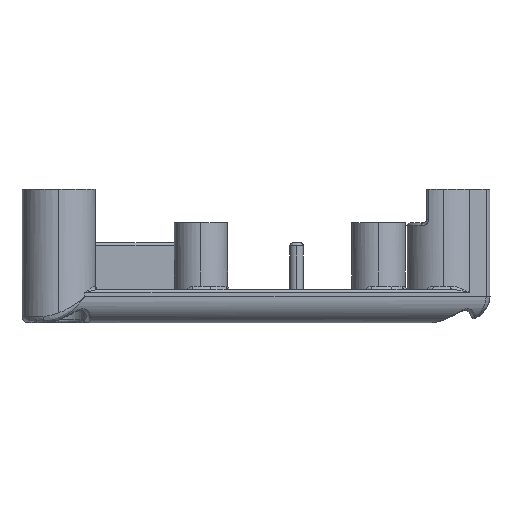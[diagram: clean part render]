
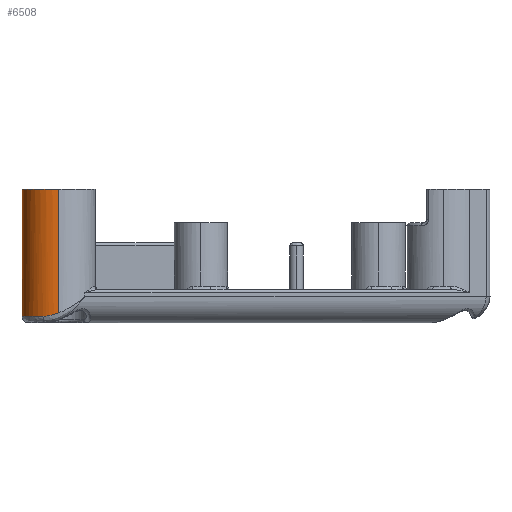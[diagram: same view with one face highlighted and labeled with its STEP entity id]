
A CAD part, left-side view. The second image highlights one B-rep face of the part: STEP entity #6508.
In plain terms, the highlighted cylindrical face has radius 5.5 mm (diameter 11 mm), a partial arc.
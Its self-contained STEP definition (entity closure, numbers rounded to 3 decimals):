
#174 = VECTOR ( 'NONE', #3392, 1000. ) ;
#202 = CIRCLE ( 'NONE', #10811, 5.5 ) ;
#513 = B_SPLINE_CURVE_WITH_KNOTS ( 'NONE', 3,
 ( #6406, #5300, #11880, #4194, #10773, #3101 ),
 .UNSPECIFIED., .F., .F.,
 ( 4, 2, 4 ),
 ( 0., 0.5, 1. ),
 .UNSPECIFIED. ) ;
#757 = CARTESIAN_POINT ( 'NONE',  ( -57.433, 70.711, 5. ) ) ;
#778 = ORIENTED_EDGE ( 'NONE', *, *, #794, .T. ) ;
#794 = EDGE_CURVE ( 'NONE', #12364, #7386, #8834, .T. ) ;
#820 = DIRECTION ( 'NONE',  ( 0., 0., 1. ) ) ;
#991 = EDGE_CURVE ( 'NONE', #11596, #7386, #513, .T. ) ;
#1558 = CARTESIAN_POINT ( 'NONE',  ( -57.433, 65.211, 18. ) ) ;
#1695 = EDGE_CURVE ( 'NONE', #6128, #13342, #11357, .T. ) ;
#2005 = EDGE_CURVE ( 'NONE', #6128, #5051, #202, .T. ) ;
#2352 = CARTESIAN_POINT ( 'NONE',  ( -57.433, 65.211, 4. ) ) ;
#2612 = VECTOR ( 'NONE', #7168, 1000. ) ;
#3076 = VECTOR ( 'NONE', #13942, 1000. ) ;
#3089 = CIRCLE ( 'NONE', #5516, 5.5 ) ;
#3101 = CARTESIAN_POINT ( 'NONE',  ( -62.396, 67.581, 1. ) ) ;
#3392 = DIRECTION ( 'NONE',  ( 0., 0., -1. ) ) ;
#3462 = DIRECTION ( 'NONE',  ( -1., 0., 0. ) ) ;
#3608 = CARTESIAN_POINT ( 'NONE',  ( -57.433, 70.711, 1. ) ) ;
#3630 = CARTESIAN_POINT ( 'NONE',  ( -62.396, 67.581, 1. ) ) ;
#4073 = CARTESIAN_POINT ( 'NONE',  ( -51.933, 65.211, 4. ) ) ;
#4194 = CARTESIAN_POINT ( 'NONE',  ( -62.715, 66.795, 1.054 ) ) ;
#4374 = FACE_OUTER_BOUND ( 'NONE', #12470, .T. ) ;
#4525 = CARTESIAN_POINT ( 'NONE',  ( -51.933, 65.211, 20. ) ) ;
#4616 = EDGE_CURVE ( 'NONE', #5051, #11596, #9288, .T. ) ;
#5020 = CARTESIAN_POINT ( 'NONE',  ( -57.433, 65.211, 20. ) ) ;
#5051 = VERTEX_POINT ( 'NONE', #14255 ) ;
#5300 = CARTESIAN_POINT ( 'NONE',  ( -62.933, 65.594, 1.366 ) ) ;
#5426 = CYLINDRICAL_SURFACE ( 'NONE', #6669, 5.5 ) ;
#5516 = AXIS2_PLACEMENT_3D ( 'NONE', #2352, #10048, #3462 ) ;
#5553 = AXIS2_PLACEMENT_3D ( 'NONE', #14187, #820, #8506 ) ;
#6124 = DIRECTION ( 'NONE',  ( 1., 0., 0. ) ) ;
#6128 = VERTEX_POINT ( 'NONE', #4525 ) ;
#6406 = CARTESIAN_POINT ( 'NONE',  ( -62.933, 65.211, 1.516 ) ) ;
#6508 = ADVANCED_FACE ( 'NONE', ( #4374 ), #5426, .T. ) ;
#6662 = CARTESIAN_POINT ( 'NONE',  ( -62.933, 65.211, 18. ) ) ;
#6669 = AXIS2_PLACEMENT_3D ( 'NONE', #1558, #6989, #9246 ) ;
#6989 = DIRECTION ( 'NONE',  ( 0., 0., -1. ) ) ;
#7168 = DIRECTION ( 'NONE',  ( 0., 0., -1. ) ) ;
#7386 = VERTEX_POINT ( 'NONE', #3630 ) ;
#8506 = DIRECTION ( 'NONE',  ( -1., 0., 0. ) ) ;
#8675 = ORIENTED_EDGE ( 'NONE', *, *, #10865, .T. ) ;
#8804 = ORIENTED_EDGE ( 'NONE', *, *, #2005, .F. ) ;
#8826 = CARTESIAN_POINT ( 'NONE',  ( -62.933, 65.211, 1.516 ) ) ;
#8834 = CIRCLE ( 'NONE', #5553, 5.5 ) ;
#9246 = DIRECTION ( 'NONE',  ( -1., 0., 0. ) ) ;
#9288 = LINE ( 'NONE', #6662, #174 ) ;
#9334 = CARTESIAN_POINT ( 'NONE',  ( -51.933, 65.211, 18. ) ) ;
#10048 = DIRECTION ( 'NONE',  ( 0., 0., 1. ) ) ;
#10242 = ORIENTED_EDGE ( 'NONE', *, *, #11794, .T. ) ;
#10437 = ORIENTED_EDGE ( 'NONE', *, *, #4616, .F. ) ;
#10773 = CARTESIAN_POINT ( 'NONE',  ( -62.581, 67.192, 1. ) ) ;
#10811 = AXIS2_PLACEMENT_3D ( 'NONE', #5020, #12701, #6124 ) ;
#10865 = EDGE_CURVE ( 'NONE', #13342, #11983, #3089, .T. ) ;
#11357 = LINE ( 'NONE', #9334, #2612 ) ;
#11475 = LINE ( 'NONE', #757, #3076 ) ;
#11596 = VERTEX_POINT ( 'NONE', #8826 ) ;
#11794 = EDGE_CURVE ( 'NONE', #11983, #12364, #11475, .T. ) ;
#11880 = CARTESIAN_POINT ( 'NONE',  ( -62.893, 65.988, 1.238 ) ) ;
#11983 = VERTEX_POINT ( 'NONE', #12309 ) ;
#12143 = ORIENTED_EDGE ( 'NONE', *, *, #1695, .T. ) ;
#12309 = CARTESIAN_POINT ( 'NONE',  ( -57.433, 70.711, 4. ) ) ;
#12364 = VERTEX_POINT ( 'NONE', #3608 ) ;
#12470 = EDGE_LOOP ( 'NONE', ( #8804, #12143, #8675, #10242, #778, #13715, #10437 ) ) ;
#12701 = DIRECTION ( 'NONE',  ( 0., 0., 1. ) ) ;
#13342 = VERTEX_POINT ( 'NONE', #4073 ) ;
#13715 = ORIENTED_EDGE ( 'NONE', *, *, #991, .F. ) ;
#13942 = DIRECTION ( 'NONE',  ( 0., 0., -1. ) ) ;
#14187 = CARTESIAN_POINT ( 'NONE',  ( -57.433, 65.211, 1. ) ) ;
#14255 = CARTESIAN_POINT ( 'NONE',  ( -62.933, 65.211, 20. ) ) ;
